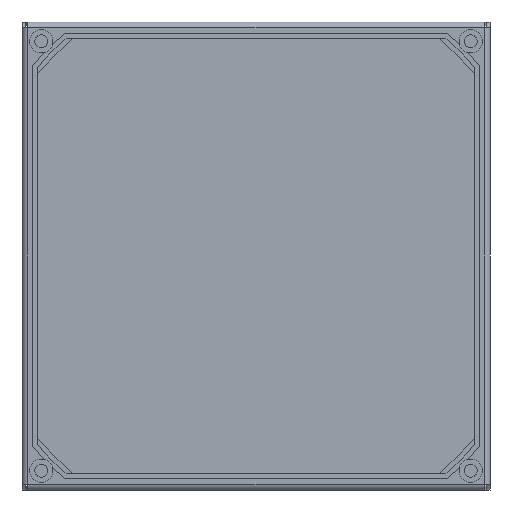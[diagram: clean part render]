
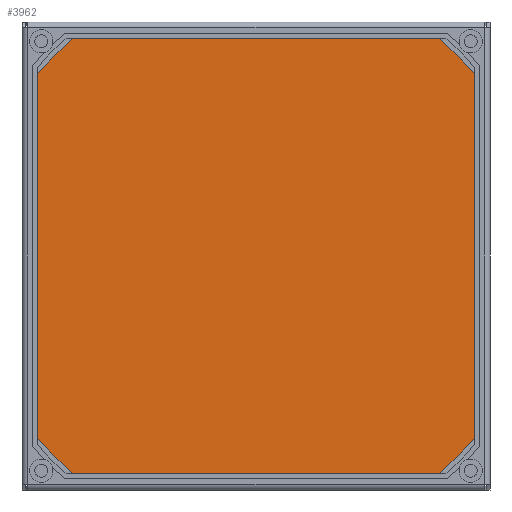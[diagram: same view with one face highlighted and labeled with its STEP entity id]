
A CAD part, front view. The second image highlights one B-rep face of the part: STEP entity #3962.
In plain terms, the highlighted planar face has unit normal (0, -1, 0).
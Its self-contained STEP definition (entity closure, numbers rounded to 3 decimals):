
#3847=DIRECTION('',(0.,0.,-1.));
#3848=VECTOR('',#3847,236.);
#3849=CARTESIAN_POINT('',(-118.,0.,118.));
#3850=LINE('',#3849,#3848);
#3861=DIRECTION('',(1.,0.,0.));
#3862=VECTOR('',#3861,236.);
#3863=CARTESIAN_POINT('',(-118.,0.,-118.));
#3864=LINE('',#3863,#3862);
#3875=DIRECTION('',(0.,0.,1.));
#3876=VECTOR('',#3875,236.);
#3877=CARTESIAN_POINT('',(118.,0.,-118.));
#3878=LINE('',#3877,#3876);
#3889=DIRECTION('',(-1.,0.,0.));
#3890=VECTOR('',#3889,236.);
#3891=CARTESIAN_POINT('',(118.,0.,118.));
#3892=LINE('',#3891,#3890);
#3931=CARTESIAN_POINT('',(-118.,0.,118.));
#3932=CARTESIAN_POINT('',(-118.,0.,-118.));
#3933=VERTEX_POINT('',#3931);
#3934=VERTEX_POINT('',#3932);
#3935=CARTESIAN_POINT('',(118.,0.,118.));
#3936=VERTEX_POINT('',#3935);
#3937=CARTESIAN_POINT('',(118.,0.,-118.));
#3938=VERTEX_POINT('',#3937);
#3947=CARTESIAN_POINT('',(0.,0.,0.));
#3948=DIRECTION('',(0.,1.,0.));
#3949=DIRECTION('',(1.,0.,0.));
#3950=AXIS2_PLACEMENT_3D('',#3947,#3948,#3949);
#3951=PLANE('',#3950);
#3953=ORIENTED_EDGE('',*,*,#3952,.F.);
#3955=ORIENTED_EDGE('',*,*,#3954,.F.);
#3957=ORIENTED_EDGE('',*,*,#3956,.F.);
#3959=ORIENTED_EDGE('',*,*,#3958,.F.);
#3960=EDGE_LOOP('',(#3953,#3955,#3957,#3959));
#3961=FACE_OUTER_BOUND('',#3960,.F.);
#3952=EDGE_CURVE('',#3933,#3934,#3850,.T.);
#3954=EDGE_CURVE('',#3936,#3933,#3892,.T.);
#3956=EDGE_CURVE('',#3938,#3936,#3878,.T.);
#3958=EDGE_CURVE('',#3934,#3938,#3864,.T.);
#3962=ADVANCED_FACE('',(#3961),#3951,.F.);
